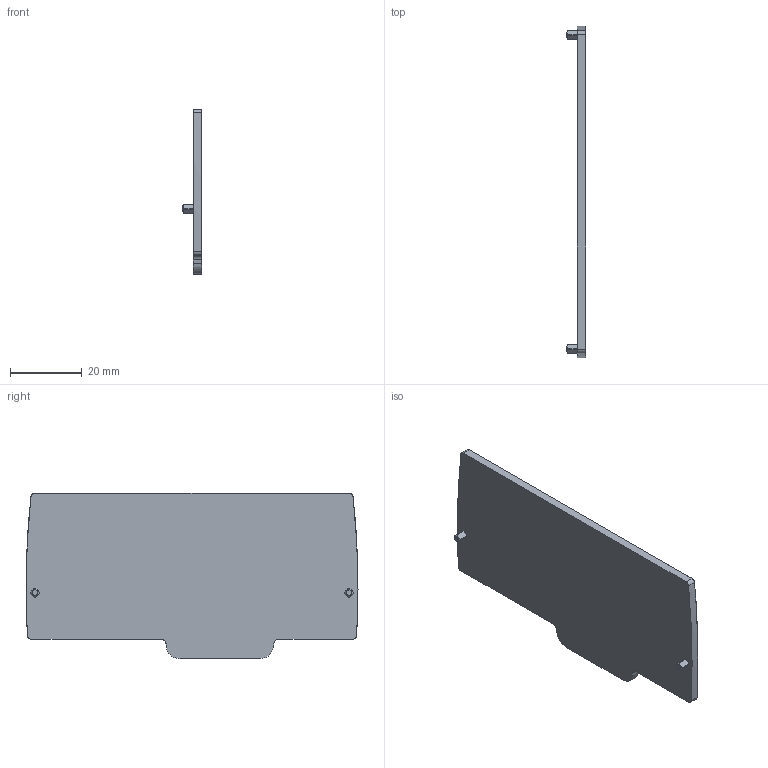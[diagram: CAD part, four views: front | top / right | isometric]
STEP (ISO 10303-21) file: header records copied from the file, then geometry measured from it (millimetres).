
FILE_DESCRIPTION(('CATIA V5R24 STEP','CAx-IF Rec.Pracs.--- Model Styling and Organization---1.2---2011-12-15'),'2;1');
FILE_NAME ('8232327_2', '2017-07-04T06:58:49+00:00', ('Weidmueller Interface'), ('Weidmueller'), 'CATIA Version 5-6 Release 2014 SP4 HF52', 'CATIA V5 STEP AP214', 'none');
FILE_SCHEMA(('AUTOMOTIVE_DESIGN { 1 0 10303 214 1 1 1 1 }'));
Length unit declared in the file: millimetre
Products named in the file (1): 1988340000_AEP_AP14
Bounding box: 5.4 x 92.7 x 46.09 mm (x, y, z)
Volume: 9222.4 mm3; surface area: 11400 mm2
Topology: 1 solids, 11 shells, 192 faces, 509 edges, 342 vertices
Faces by surface type: plane 91, cylinder 50, cone 27, bspline 24
Entity records: 7081 total; most frequent: CARTESIAN_POINT 2515, ORIENTED_EDGE 1018, DIRECTION 667, EDGE_CURVE 509, VERTEX_POINT 342, AXIS2_PLACEMENT_3D 257, VECTOR 252, LINE 252
